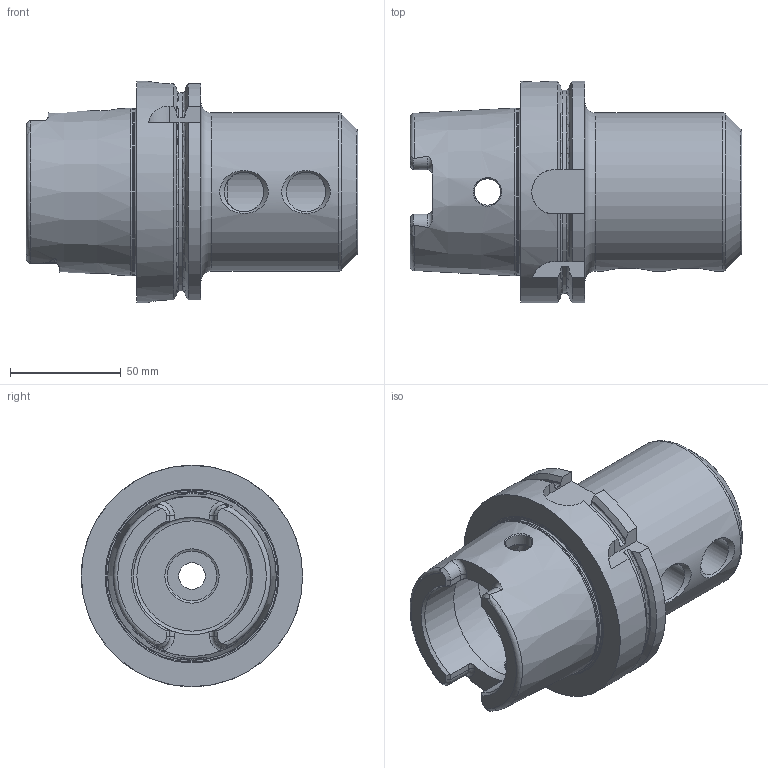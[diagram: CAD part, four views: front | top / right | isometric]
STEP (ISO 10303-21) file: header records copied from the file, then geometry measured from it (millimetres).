
FILE_DESCRIPTION((''),'2;1');
FILE_NAME('6100041-10.stp','2014-03-24T11:59:10',('SCHUESSLER'),(''),'Autodesk Inventor 2012','Autodesk Inventor 2012','');
FILE_SCHEMA(('AUTOMOTIVE_DESIGN { 1 0 10303 214 1 1 1 1 }'));
Length unit declared in the file: millimetre
Products named in the file (1): 6100041-10
Bounding box: 150 x 100 x 100 mm (x, y, z)
Volume: 470799.7 mm3; surface area: 72697 mm2
Topology: 1 solids, 1 shells, 132 faces, 343 edges, 216 vertices
Faces by surface type: plane 39, cylinder 38, cone 25, torus 24, bspline 6
Full cylindrical faces by diameter (mm): 2.5 x2, 10 x1, 12 x3, 17.835 x2, 22.5 x1, 24.5 x1, 32 x1, 33 x1, 53 x2, 63 x1, 71.5 x1, 75.254 x1, 100 x1
Entity records: 4791 total; most frequent: CARTESIAN_POINT 1899, DIRECTION 577, ORIENTED_EDGE 566, EDGE_CURVE 283, AXIS2_PLACEMENT_3D 246, VERTEX_POINT 198, EDGE_LOOP 187, FACE_OUTER_BOUND 132
